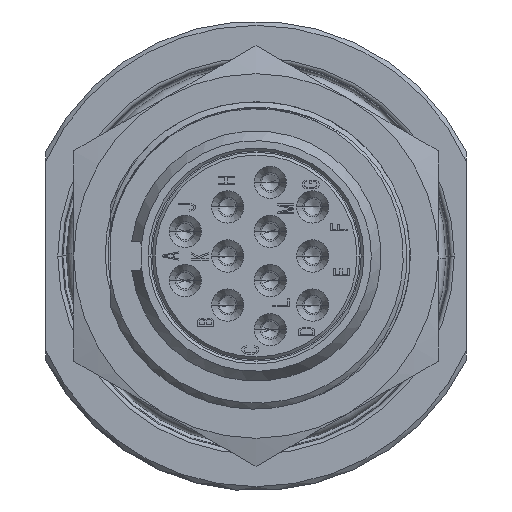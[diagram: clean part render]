
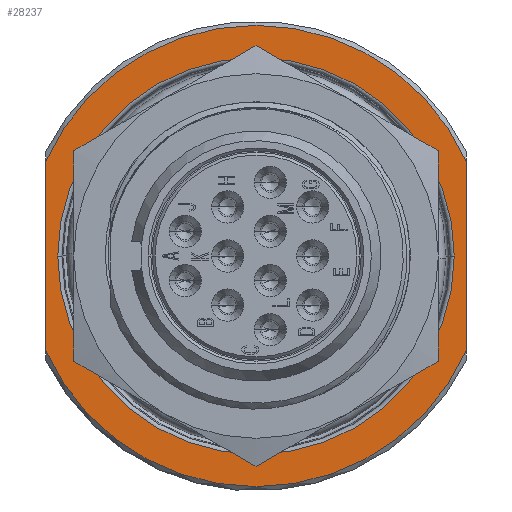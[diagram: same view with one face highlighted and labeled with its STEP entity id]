
A CAD part, left-side view. The second image highlights one B-rep face of the part: STEP entity #28237.
In plain terms, the highlighted planar face has unit normal (-1, 0, 0).
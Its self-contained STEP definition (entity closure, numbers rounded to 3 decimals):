
#252=DIRECTION('',(0.,0.,-1.));
#253=VECTOR('',#252,13.506);
#254=CARTESIAN_POINT('',(20.5,15.,6.753));
#255=LINE('2114',#254,#253);
#256=CARTESIAN_POINT('',(20.5,0.,0.));
#257=DIRECTION('',(1.,0.,0.));
#258=DIRECTION('',(0.,0.912,0.411));
#259=AXIS2_PLACEMENT_3D('',#256,#257,#258);
#261=DIRECTION('',(0.,0.,1.));
#262=VECTOR('',#261,13.506);
#263=CARTESIAN_POINT('',(20.5,-15.,-6.753));
#264=LINE('2115',#263,#262);
#265=CARTESIAN_POINT('',(20.5,0.,0.));
#266=DIRECTION('',(-1.,0.,0.));
#267=DIRECTION('',(0.,0.912,-0.411));
#268=AXIS2_PLACEMENT_3D('',#265,#266,#267);
#280=CARTESIAN_POINT('',(20.5,0.,0.));
#281=DIRECTION('',(1.,0.,0.));
#282=DIRECTION('',(0.,-1.,0.));
#283=AXIS2_PLACEMENT_3D('',#280,#281,#282);
#295=CARTESIAN_POINT('',(20.5,0.,0.));
#296=DIRECTION('',(1.,0.,0.));
#297=DIRECTION('',(0.,1.,0.));
#298=AXIS2_PLACEMENT_3D('',#295,#296,#297);
#23211=CARTESIAN_POINT('',(20.5,15.,6.753));
#23212=CARTESIAN_POINT('',(20.5,15.,-6.753));
#23213=VERTEX_POINT('',#23211);
#23214=VERTEX_POINT('',#23212);
#23215=CARTESIAN_POINT('',(20.5,-15.,-6.753));
#23216=CARTESIAN_POINT('',(20.5,-15.,6.753));
#23217=VERTEX_POINT('',#23215);
#23218=VERTEX_POINT('',#23216);
#23255=CARTESIAN_POINT('',(20.5,-14.139,0.));
#23256=CARTESIAN_POINT('',(20.5,14.139,0.));
#23257=VERTEX_POINT('',#23255);
#23258=VERTEX_POINT('',#23256);
#28219=CARTESIAN_POINT('',(20.5,0.,0.));
#28220=DIRECTION('',(1.,0.,0.));
#28221=DIRECTION('',(0.,-1.,0.));
#28222=AXIS2_PLACEMENT_3D('',#28219,#28220,#28221);
#28223=PLANE('249',#28222);
#28224=ORIENTED_EDGE('2114',*,*,#28132,.F.);
#28226=ORIENTED_EDGE('2129',*,*,#28225,.T.);
#28227=ORIENTED_EDGE('2115',*,*,#28169,.F.);
#28228=ORIENTED_EDGE('2133',*,*,#28212,.F.);
#28229=EDGE_LOOP('249',(#28224,#28226,#28227,#28228));
#28230=FACE_OUTER_BOUND('249',#28229,.F.);
#28232=ORIENTED_EDGE('2155',*,*,#28231,.F.);
#28234=ORIENTED_EDGE('2157',*,*,#28233,.F.);
#28235=EDGE_LOOP('249',(#28232,#28234));
#28236=FACE_BOUND('249',#28235,.F.);
#260=CIRCLE('2129',#259,16.45);
#269=CIRCLE('2133',#268,16.45);
#284=CIRCLE('2155',#283,14.139);
#299=CIRCLE('2157',#298,14.139);
#28132=EDGE_CURVE('2114',#23213,#23214,#255,.T.);
#28169=EDGE_CURVE('2115',#23217,#23218,#264,.T.);
#28212=EDGE_CURVE('2133',#23214,#23217,#269,.T.);
#28225=EDGE_CURVE('2129',#23213,#23218,#260,.T.);
#28231=EDGE_CURVE('2155',#23257,#23258,#284,.T.);
#28233=EDGE_CURVE('2157',#23258,#23257,#299,.T.);
#28237=ADVANCED_FACE('249',(#28230,#28236),#28223,.F.);
